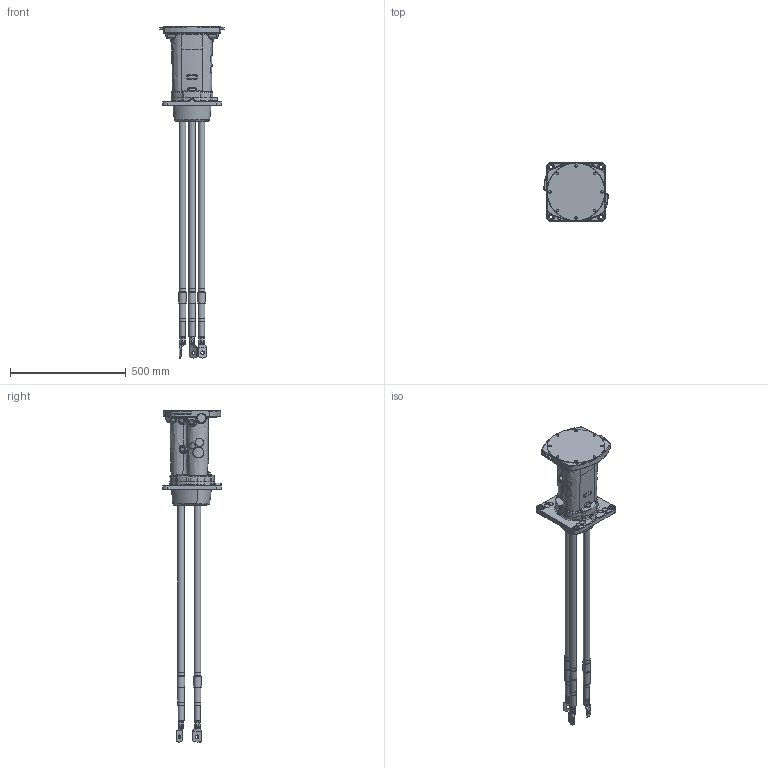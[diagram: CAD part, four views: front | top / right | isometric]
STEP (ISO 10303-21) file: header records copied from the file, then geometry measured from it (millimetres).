
FILE_DESCRIPTION(/* description */ (''),/* implementation_level */ '2;1');
FILE_NAME(/* name */ '11kV 8 Bolt RS1072_SLD - Adaptor Terminated Tails.stp',/* time_stamp */ '2025-05-16T12:51:59+10:00',/* author */ ('c.taylor012'),/* organization */ (''),/* preprocessor_version */ 'ST-DEVELOPER v16.5',/* originating_system */ 'Autodesk Inventor 2017',/* authorisation */ '');
FILE_SCHEMA (('AUTOMOTIVE_DESIGN { 1 0 10303 214 3 1 1 }'));
Products named in the file (7): RS1072_SLD; 2671_SLD; 2672_SLD; Contact Cable With Crimp Lug; 240 x 6; 185mm2 3kv Single Core 1 Metre Long; Cold Shrink Sleeve 2
Assembly tree (8 placements, depth 3):
  RS1072_SLD
    2671_SLD
    2672_SLD
    Contact Cable With Crimp Lug  x3
      240 x 6
      185mm2 3kv Single Core 1 Metre Long
      Cold Shrink Sleeve 2
Bounding box: 279 x 254 x 1435.84 mm (x, y, z)
Volume: 12286603 mm3; surface area: 1322032.8 mm2
Topology: 38 solids, 38 shells, 1807 faces, 4108 edges, 2332 vertices
Faces by surface type: bspline 787, cylinder 464, plane 293, torus 198, cone 54, sphere 11
Full cylindrical faces by diameter (mm): 11 x8, 13.5 x4, 16 x3, 20 x3, 24 x3, 26 x12, 28 x18, 30 x12, 32 x3, 250 x1
Entity records: 73565 total; most frequent: CARTESIAN_POINT 42659, ORIENTED_EDGE 6482, DIRECTION 5710, EDGE_CURVE 3217, AXIS2_PLACEMENT_3D 2529, VERTEX_POINT 1927, EDGE_LOOP 1594, CIRCLE 1476
